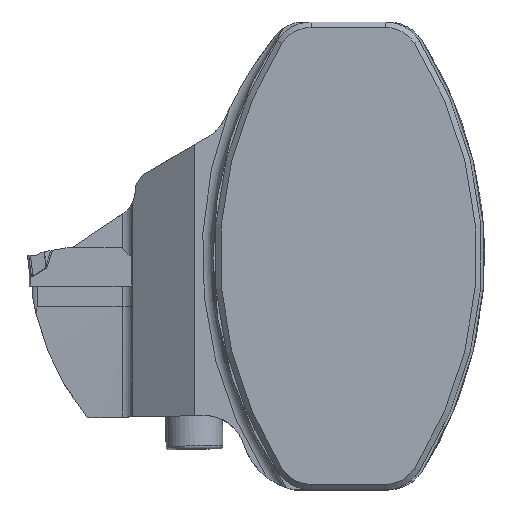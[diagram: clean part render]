
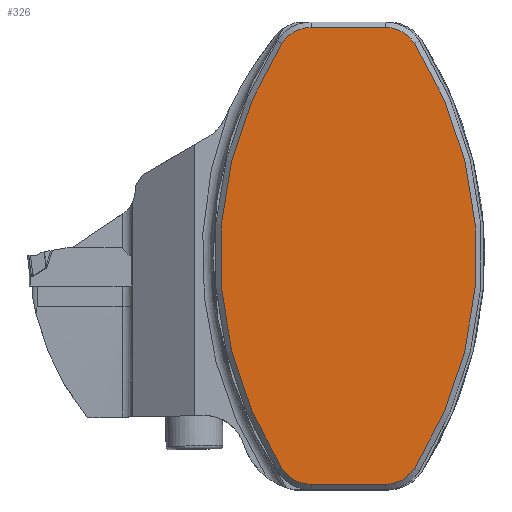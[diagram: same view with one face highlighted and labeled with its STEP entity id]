
A CAD part, top view. The second image highlights one B-rep face of the part: STEP entity #326.
In plain terms, the highlighted planar face has unit normal (0, 0, 1).
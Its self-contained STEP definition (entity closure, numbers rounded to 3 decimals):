
#198=CIRCLE('',#2614,5.175);
#199=CIRCLE('',#2615,59.175);
#200=CIRCLE('',#2616,5.175);
#201=CIRCLE('',#2617,5.175);
#202=CIRCLE('',#2618,59.175);
#203=CIRCLE('',#2619,5.175);
#326=ADVANCED_FACE('',(#521),#463,.T.);
#463=PLANE('',#2620);
#521=FACE_OUTER_BOUND('',#661,.T.);
#661=EDGE_LOOP('',(#1164,#1165,#1166,#1167,#1168,#1169,#1170,#1171));
#824=LINE('',#3643,#969);
#825=LINE('',#3651,#970);
#969=VECTOR('',#2889,1.);
#970=VECTOR('',#2896,1.);
#1164=ORIENTED_EDGE('',*,*,#2111,.F.);
#1165=ORIENTED_EDGE('',*,*,#2112,.T.);
#1166=ORIENTED_EDGE('',*,*,#2113,.T.);
#1167=ORIENTED_EDGE('',*,*,#2114,.T.);
#1168=ORIENTED_EDGE('',*,*,#2115,.T.);
#1169=ORIENTED_EDGE('',*,*,#2116,.T.);
#1170=ORIENTED_EDGE('',*,*,#2117,.F.);
#1171=ORIENTED_EDGE('',*,*,#2118,.T.);
#1870=VERTEX_POINT('',#3637);
#1871=VERTEX_POINT('',#3638);
#1872=VERTEX_POINT('',#3640);
#1873=VERTEX_POINT('',#3642);
#1874=VERTEX_POINT('',#3644);
#1875=VERTEX_POINT('',#3646);
#1876=VERTEX_POINT('',#3648);
#1877=VERTEX_POINT('',#3650);
#2111=EDGE_CURVE('',#1870,#1871,#198,.T.);
#2112=EDGE_CURVE('',#1870,#1872,#199,.T.);
#2113=EDGE_CURVE('',#1872,#1873,#200,.T.);
#2114=EDGE_CURVE('',#1873,#1874,#824,.T.);
#2115=EDGE_CURVE('',#1874,#1875,#201,.T.);
#2116=EDGE_CURVE('',#1875,#1876,#202,.T.);
#2117=EDGE_CURVE('',#1877,#1876,#203,.T.);
#2118=EDGE_CURVE('',#1877,#1871,#825,.T.);
#2614=AXIS2_PLACEMENT_3D('',#3636,#2883,#2884);
#2615=AXIS2_PLACEMENT_3D('',#3639,#2885,#2886);
#2616=AXIS2_PLACEMENT_3D('',#3641,#2887,#2888);
#2617=AXIS2_PLACEMENT_3D('',#3645,#2890,#2891);
#2618=AXIS2_PLACEMENT_3D('',#3647,#2892,#2893);
#2619=AXIS2_PLACEMENT_3D('',#3649,#2894,#2895);
#2620=AXIS2_PLACEMENT_3D('',#3652,#2897,#2898);
#2883=DIRECTION('',(0.,0.,-1.));
#2884=DIRECTION('',(0.,-1.,0.));
#2885=DIRECTION('',(0.,0.,1.));
#2886=DIRECTION('',(0.,-1.,0.));
#2887=DIRECTION('',(0.,0.,1.));
#2888=DIRECTION('',(0.,-1.,0.));
#2889=DIRECTION('',(1.,0.,0.));
#2890=DIRECTION('',(0.,0.,1.));
#2891=DIRECTION('',(0.,-1.,0.));
#2892=DIRECTION('',(0.,0.,1.));
#2893=DIRECTION('',(0.,-1.,0.));
#2894=DIRECTION('',(0.,0.,-1.));
#2895=DIRECTION('',(0.,-1.,0.));
#2896=DIRECTION('',(-1.,0.,0.));
#2897=DIRECTION('',(0.,0.,1.));
#2898=DIRECTION('',(0.,1.,0.));
#3636=CARTESIAN_POINT('',(-5.552,29.,0.325));
#3637=CARTESIAN_POINT('',(-9.918,31.779,0.325));
#3638=CARTESIAN_POINT('',(-5.552,34.175,0.325));
#3639=CARTESIAN_POINT('',(40.,0.,0.325));
#3640=CARTESIAN_POINT('',(-9.918,-31.779,0.325));
#3641=CARTESIAN_POINT('',(-5.552,-29.,0.325));
#3642=CARTESIAN_POINT('',(-5.552,-34.175,0.325));
#3643=CARTESIAN_POINT('',(0.,-34.175,0.325));
#3644=CARTESIAN_POINT('',(5.552,-34.175,0.325));
#3645=CARTESIAN_POINT('',(5.552,-29.,0.325));
#3646=CARTESIAN_POINT('',(9.918,-31.779,0.325));
#3647=CARTESIAN_POINT('',(-40.,0.,0.325));
#3648=CARTESIAN_POINT('',(9.918,31.779,0.325));
#3649=CARTESIAN_POINT('',(5.552,29.,0.325));
#3650=CARTESIAN_POINT('',(5.552,34.175,0.325));
#3651=CARTESIAN_POINT('',(0.,34.175,0.325));
#3652=CARTESIAN_POINT('',(0.,0.,0.325));
